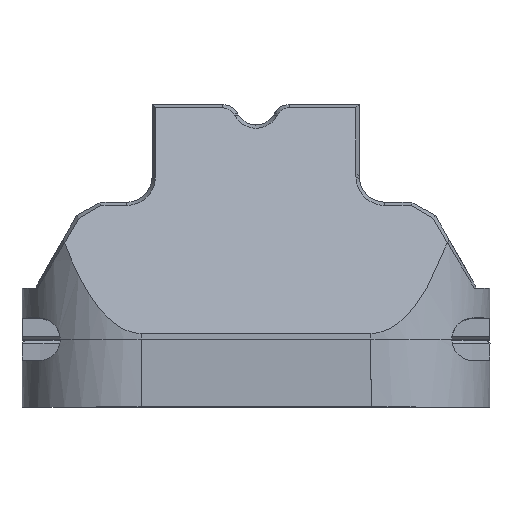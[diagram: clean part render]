
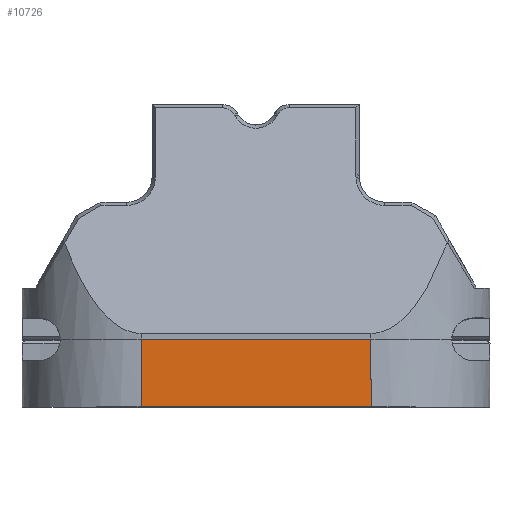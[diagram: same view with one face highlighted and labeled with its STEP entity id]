
A CAD part, top view. The second image highlights one B-rep face of the part: STEP entity #10726.
In plain terms, the highlighted planar face has unit normal (0, 0, 1).
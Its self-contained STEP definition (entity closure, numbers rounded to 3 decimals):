
#404=CIRCLE('',#11527,14.);
#1169=FACE_OUTER_BOUND('',#1797,.T.);
#1797=EDGE_LOOP('',(#9271,#9272,#9273,#9274,#9275,#9276));
#2731=LINE('',#17743,#3873);
#2915=LINE('',#18136,#4057);
#2916=LINE('',#18155,#4058);
#2921=LINE('',#18175,#4063);
#2931=LINE('',#18221,#4073);
#3873=VECTOR('',#13715,10.);
#4057=VECTOR('',#14055,10.);
#4058=VECTOR('',#14060,10.);
#4063=VECTOR('',#14075,10.);
#4073=VECTOR('',#14103,10.);
#4887=VERTEX_POINT('',#17741);
#4888=VERTEX_POINT('',#17742);
#5019=VERTEX_POINT('',#18135);
#5022=VERTEX_POINT('',#18152);
#5023=VERTEX_POINT('',#18154);
#5027=VERTEX_POINT('',#18174);
#6258=EDGE_CURVE('',#4887,#4888,#2731,.T.);
#6454=EDGE_CURVE('',#5019,#4887,#2915,.T.);
#6458=EDGE_CURVE('',#5022,#5023,#2916,.T.);
#6459=EDGE_CURVE('',#5023,#5019,#404,.T.);
#6466=EDGE_CURVE('',#4888,#5027,#2921,.T.);
#6482=EDGE_CURVE('',#5027,#5022,#2931,.T.);
#9271=ORIENTED_EDGE('',*,*,#6458,.F.);
#9272=ORIENTED_EDGE('',*,*,#6482,.F.);
#9273=ORIENTED_EDGE('',*,*,#6466,.F.);
#9274=ORIENTED_EDGE('',*,*,#6258,.F.);
#9275=ORIENTED_EDGE('',*,*,#6454,.F.);
#9276=ORIENTED_EDGE('',*,*,#6459,.F.);
#10197=PLANE('',#11540);
#10726=ADVANCED_FACE('',(#1169),#10197,.T.);
#11527=AXIS2_PLACEMENT_3D('',#18156,#14061,#14062);
#11540=AXIS2_PLACEMENT_3D('',#18220,#14101,#14102);
#13715=DIRECTION('',(-1.,0.,0.));
#14055=DIRECTION('',(0.,-1.,0.));
#14060=DIRECTION('',(0.,-1.,0.));
#14061=DIRECTION('center_axis',(0.,1.,0.));
#14062=DIRECTION('ref_axis',(0.707,0.,0.707));
#14075=DIRECTION('',(0.,1.,0.));
#14101=DIRECTION('center_axis',(0.,0.,
1.));
#14102=DIRECTION('ref_axis',(1.,0.,0.));
#14103=DIRECTION('',(1.,0.,0.));
#17741=CARTESIAN_POINT('',(13.,4.813,75.294));
#17742=CARTESIAN_POINT('',(-14.075,4.813,75.294));
#17743=CARTESIAN_POINT('',(-7.368,4.813,75.294));
#18135=CARTESIAN_POINT('',(13.,7.994,75.294));
#18136=CARTESIAN_POINT('',(13.,4.813,75.294));
#18152=CARTESIAN_POINT('',(12.924,12.783,75.294));
#18154=CARTESIAN_POINT('',(12.924,7.994,75.294));
#18155=CARTESIAN_POINT('',(12.924,4.813,75.294));
#18156=CARTESIAN_POINT('Origin',(12.924,7.994,61.294));
#18174=CARTESIAN_POINT('',(-14.075,12.783,75.294));
#18175=CARTESIAN_POINT('',(-14.075,4.813,75.294));
#18220=CARTESIAN_POINT('Origin',(-14.076,4.813,75.294));
#18221=CARTESIAN_POINT('',(3.114,12.783,75.294));
